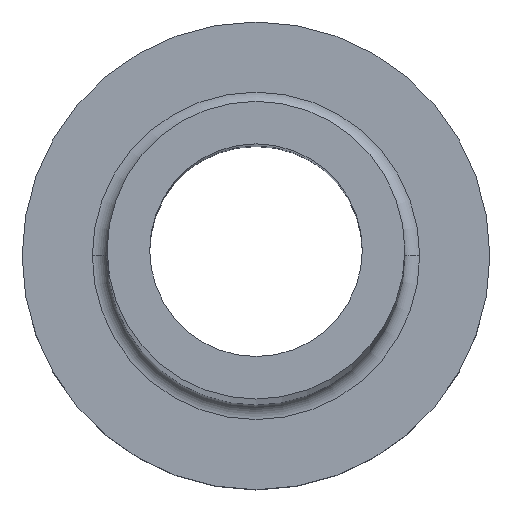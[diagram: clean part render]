
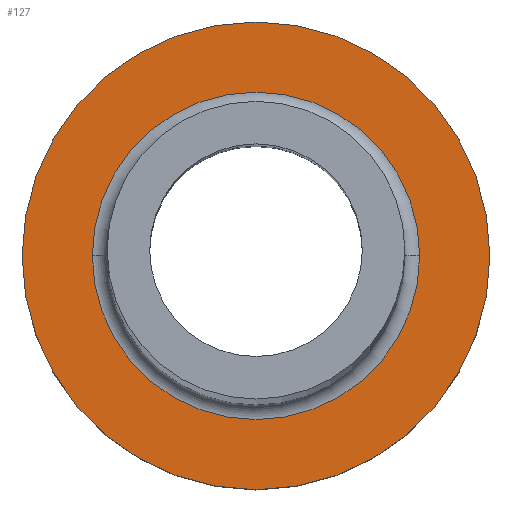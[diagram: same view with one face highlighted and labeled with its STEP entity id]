
A CAD part, top view. The second image highlights one B-rep face of the part: STEP entity #127.
In plain terms, the highlighted planar face has unit normal (0, 0, 1).
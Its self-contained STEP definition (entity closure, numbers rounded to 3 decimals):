
#7 = FACE_OUTER_BOUND ( 'NONE', #450, .T. ) ;
#17 = CARTESIAN_POINT ( 'NONE',  ( -7.7, 0., 7. ) ) ;
#25 = AXIS2_PLACEMENT_3D ( 'NONE', #270, #225, #154 ) ;
#32 = CIRCLE ( 'NONE', #366, 7.7 ) ;
#56 = CARTESIAN_POINT ( 'NONE',  ( 7.7, 0., 7. ) ) ;
#58 = ORIENTED_EDGE ( 'NONE', *, *, #427, .T. ) ;
#69 = CARTESIAN_POINT ( 'NONE',  ( 0., 0., 7. ) ) ;
#78 = CARTESIAN_POINT ( 'NONE',  ( -11., 0., 7. ) ) ;
#95 = ORIENTED_EDGE ( 'NONE', *, *, #368, .T. ) ;
#100 = CARTESIAN_POINT ( 'NONE',  ( 0., 0., 7. ) ) ;
#104 = VERTEX_POINT ( 'NONE', #56 ) ;
#109 = VERTEX_POINT ( 'NONE', #315 ) ;
#127 = ADVANCED_FACE ( 'NONE', ( #336, #7 ), #403, .T. ) ;
#130 = CIRCLE ( 'NONE', #267, 11. ) ;
#154 = DIRECTION ( 'NONE',  ( 1., 0., 0. ) ) ;
#158 = AXIS2_PLACEMENT_3D ( 'NONE', #461, #326, #322 ) ;
#165 = DIRECTION ( 'NONE',  ( 1., 0., 0. ) ) ;
#176 = DIRECTION ( 'NONE',  ( 1., 0., 0. ) ) ;
#186 = DIRECTION ( 'NONE',  ( 0., 0., 1. ) ) ;
#213 = CARTESIAN_POINT ( 'NONE',  ( 0., 0., 7. ) ) ;
#215 = EDGE_CURVE ( 'NONE', #241, #109, #130, .T. ) ;
#225 = DIRECTION ( 'NONE',  ( 0., 0., 1. ) ) ;
#241 = VERTEX_POINT ( 'NONE', #78 ) ;
#248 = DIRECTION ( 'NONE',  ( 1., 0., 0. ) ) ;
#256 = CIRCLE ( 'NONE', #25, 11. ) ;
#260 = EDGE_LOOP ( 'NONE', ( #58, #371 ) ) ;
#267 = AXIS2_PLACEMENT_3D ( 'NONE', #213, #361, #176 ) ;
#270 = CARTESIAN_POINT ( 'NONE',  ( 0., 0., 7. ) ) ;
#313 = ORIENTED_EDGE ( 'NONE', *, *, #215, .T. ) ;
#315 = CARTESIAN_POINT ( 'NONE',  ( 11., 0., 7. ) ) ;
#320 = DIRECTION ( 'NONE',  ( 0., 0., -1. ) ) ;
#322 = DIRECTION ( 'NONE',  ( 1., 0., 0. ) ) ;
#326 = DIRECTION ( 'NONE',  ( 0., 0., -1. ) ) ;
#330 = AXIS2_PLACEMENT_3D ( 'NONE', #69, #186, #165 ) ;
#336 = FACE_BOUND ( 'NONE', #260, .T. ) ;
#361 = DIRECTION ( 'NONE',  ( 0., 0., 1. ) ) ;
#365 = VERTEX_POINT ( 'NONE', #17 ) ;
#366 = AXIS2_PLACEMENT_3D ( 'NONE', #100, #320, #248 ) ;
#368 = EDGE_CURVE ( 'NONE', #109, #241, #256, .T. ) ;
#371 = ORIENTED_EDGE ( 'NONE', *, *, #420, .T. ) ;
#376 = CIRCLE ( 'NONE', #158, 7.7 ) ;
#403 = PLANE ( 'NONE',  #330 ) ;
#420 = EDGE_CURVE ( 'NONE', #365, #104, #32, .T. ) ;
#427 = EDGE_CURVE ( 'NONE', #104, #365, #376, .T. ) ;
#450 = EDGE_LOOP ( 'NONE', ( #313, #95 ) ) ;
#461 = CARTESIAN_POINT ( 'NONE',  ( 0., 0., 7. ) ) ;
